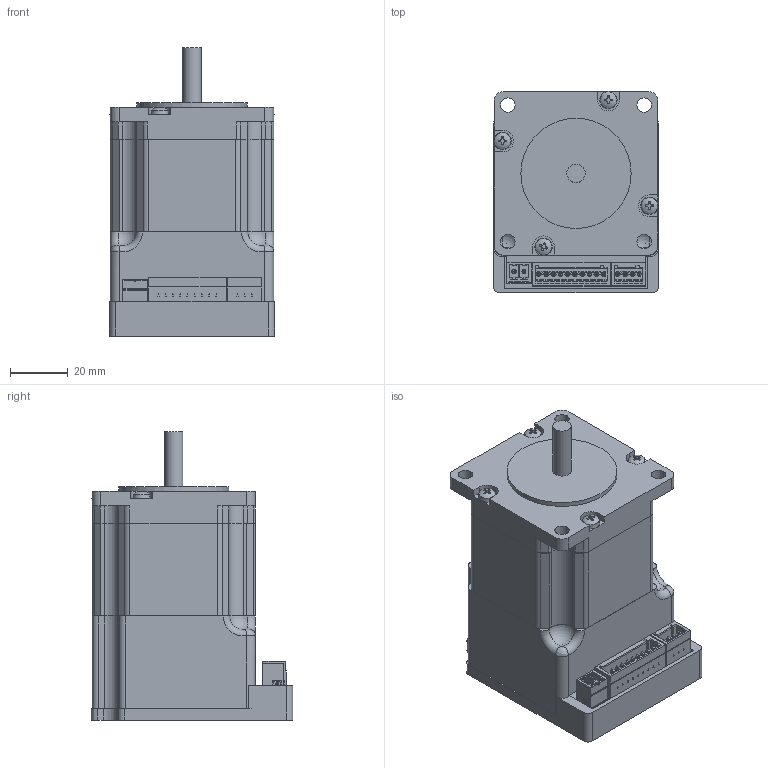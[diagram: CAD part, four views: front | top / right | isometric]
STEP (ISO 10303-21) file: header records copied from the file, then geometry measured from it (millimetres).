
FILE_DESCRIPTION((''),'2;1');
FILE_NAME('零件5.stp','2016-07-01T17:18:03',('Administrator'),(''),'Autodesk Inventor 2013','Autodesk Inventor 2013','');
FILE_SCHEMA(('AUTOMOTIVE_DESIGN { 1 0 10303 214 1 1 1 1 }'));
Length unit declared in the file: millimetre
Products named in the file (1): 零件5
Bounding box: 57 x 69.6 x 99.6 mm (x, y, z)
Surface area: 60810.4 mm2 (no closed solid volume)
Topology: 0 solids, 15 shells, 1616 faces, 4172 edges, 2708 vertices
Faces by surface type: plane 1202, cylinder 324, cone 58, torus 24, sphere 6, bspline 2
Full cylindrical faces by diameter (mm): 0.457 x3, 1.2 x16, 1.3 x2, 1.5 x2, 1.6 x13, 2 x6, 2.1 x2, 2.5 x8, 2.675 x4, 2.75 x4, 3 x12, 3.4 x4, 5 x4, 5.5 x4, 6.35 x1, 12 x3, 16.5 x1, 22 x1, 34.9 x1, 38.1 x1
Entity records: 50150 total; most frequent: CARTESIAN_POINT 9167, DIRECTION 8006, ORIENTED_EDGE 8006, EDGE_CURVE 4003, VECTOR 2966, LINE 2966, VERTEX_POINT 2665, AXIS2_PLACEMENT_3D 2520
